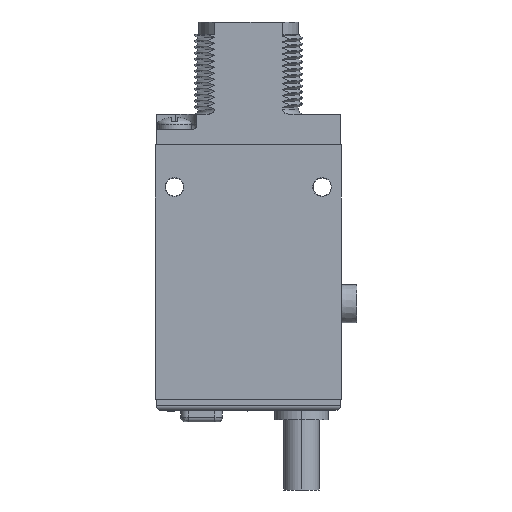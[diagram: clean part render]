
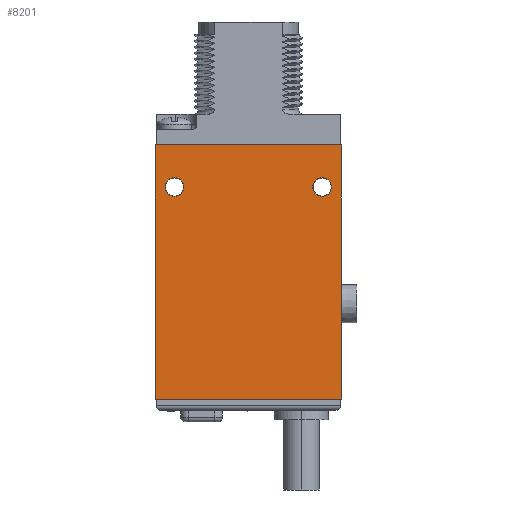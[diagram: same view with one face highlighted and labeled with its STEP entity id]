
A CAD part, left-side view. The second image highlights one B-rep face of the part: STEP entity #8201.
In plain terms, the highlighted planar face has unit normal (-1, 0, 0).
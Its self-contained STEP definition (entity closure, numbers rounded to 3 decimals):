
#1=DIRECTION('',(0.,-1.,0.));
#2=VECTOR('',#1,0.076);
#3=CARTESIAN_POINT('',(-6.02,-15.291,0.));
#4=LINE('',#3,#2);
#5=DIRECTION('',(0.,0.,-1.));
#6=VECTOR('',#5,42.164);
#7=CARTESIAN_POINT('',(-6.02,-15.367,0.));
#8=LINE('',#7,#6);
#9=DIRECTION('',(0.,1.,0.));
#10=VECTOR('',#9,30.785);
#11=CARTESIAN_POINT('',(-6.02,-15.367,-42.164));
#12=LINE('',#11,#10);
#13=DIRECTION('',(0.,0.,1.));
#14=VECTOR('',#13,42.164);
#15=CARTESIAN_POINT('',(-6.02,15.418,-42.164));
#16=LINE('',#15,#14);
#17=DIRECTION('',(0.,-1.,0.));
#18=VECTOR('',#17,0.127);
#19=CARTESIAN_POINT('',(-6.02,15.418,0.));
#20=LINE('',#19,#18);
#21=DIRECTION('',(0.,1.,0.));
#22=VECTOR('',#21,30.582);
#23=CARTESIAN_POINT('',(-6.02,-15.291,0.));
#24=LINE('',#23,#22);
#25=CARTESIAN_POINT('',(-6.02,12.243,-6.985));
#26=DIRECTION('',(1.,0.,0.));
#27=DIRECTION('',(0.,0.,-1.));
#28=AXIS2_PLACEMENT_3D('',#25,#26,#27);
#30=CARTESIAN_POINT('',(-6.02,12.243,-6.985));
#31=DIRECTION('',(1.,0.,0.));
#32=DIRECTION('',(0.,0.,1.));
#33=AXIS2_PLACEMENT_3D('',#30,#31,#32);
#35=CARTESIAN_POINT('',(-6.02,-12.192,-6.985));
#36=DIRECTION('',(1.,0.,0.));
#37=DIRECTION('',(0.,0.,-1.));
#38=AXIS2_PLACEMENT_3D('',#35,#36,#37);
#40=CARTESIAN_POINT('',(-6.02,-12.192,-6.985));
#41=DIRECTION('',(1.,0.,0.));
#42=DIRECTION('',(0.,0.,1.));
#43=AXIS2_PLACEMENT_3D('',#40,#41,#42);
#7098=CARTESIAN_POINT('',(-6.02,-15.367,0.));
#7099=CARTESIAN_POINT('',(-6.02,-15.367,-42.164));
#7100=VERTEX_POINT('',#7098);
#7101=VERTEX_POINT('',#7099);
#7102=CARTESIAN_POINT('',(-6.02,15.418,-42.164));
#7103=VERTEX_POINT('',#7102);
#7104=CARTESIAN_POINT('',(-6.02,15.418,0.));
#7105=VERTEX_POINT('',#7104);
#7114=CARTESIAN_POINT('',(-6.02,12.243,-8.535));
#7115=CARTESIAN_POINT('',(-6.02,12.243,-5.435));
#7116=VERTEX_POINT('',#7114);
#7117=VERTEX_POINT('',#7115);
#7118=CARTESIAN_POINT('',(-6.02,-12.192,-8.535));
#7119=CARTESIAN_POINT('',(-6.02,-12.192,-5.435));
#7120=VERTEX_POINT('',#7118);
#7121=VERTEX_POINT('',#7119);
#7954=CARTESIAN_POINT('',(-6.02,-15.291,0.));
#7955=CARTESIAN_POINT('',(-6.02,15.291,0.));
#7956=VERTEX_POINT('',#7954);
#7957=VERTEX_POINT('',#7955);
#8170=CARTESIAN_POINT('',(-6.02,-15.367,0.));
#8171=DIRECTION('',(1.,0.,0.));
#8172=DIRECTION('',(0.,0.,-1.));
#8173=AXIS2_PLACEMENT_3D('',#8170,#8171,#8172);
#8174=PLANE('',#8173);
#8176=ORIENTED_EDGE('',*,*,#8175,.T.);
#8178=ORIENTED_EDGE('',*,*,#8177,.T.);
#8180=ORIENTED_EDGE('',*,*,#8179,.T.);
#8182=ORIENTED_EDGE('',*,*,#8181,.T.);
#8184=ORIENTED_EDGE('',*,*,#8183,.T.);
#8186=ORIENTED_EDGE('',*,*,#8185,.F.);
#8187=EDGE_LOOP('',(#8176,#8178,#8180,#8182,#8184,#8186));
#8188=FACE_OUTER_BOUND('',#8187,.F.);
#8190=ORIENTED_EDGE('',*,*,#8189,.F.);
#8192=ORIENTED_EDGE('',*,*,#8191,.F.);
#8193=EDGE_LOOP('',(#8190,#8192));
#8194=FACE_BOUND('',#8193,.F.);
#8196=ORIENTED_EDGE('',*,*,#8195,.F.);
#8198=ORIENTED_EDGE('',*,*,#8197,.F.);
#8199=EDGE_LOOP('',(#8196,#8198));
#8200=FACE_BOUND('',#8199,.F.);
#8201=ADVANCED_FACE('',(#8188,#8194,#8200),#8174,.F.);
#29=CIRCLE('',#28,1.55);
#34=CIRCLE('',#33,1.55);
#39=CIRCLE('',#38,1.55);
#44=CIRCLE('',#43,1.55);
#8175=EDGE_CURVE('',#7956,#7100,#4,.T.);
#8177=EDGE_CURVE('',#7100,#7101,#8,.T.);
#8179=EDGE_CURVE('',#7101,#7103,#12,.T.);
#8181=EDGE_CURVE('',#7103,#7105,#16,.T.);
#8183=EDGE_CURVE('',#7105,#7957,#20,.T.);
#8185=EDGE_CURVE('',#7956,#7957,#24,.T.);
#8189=EDGE_CURVE('',#7116,#7117,#29,.T.);
#8191=EDGE_CURVE('',#7117,#7116,#34,.T.);
#8195=EDGE_CURVE('',#7120,#7121,#39,.T.);
#8197=EDGE_CURVE('',#7121,#7120,#44,.T.);
